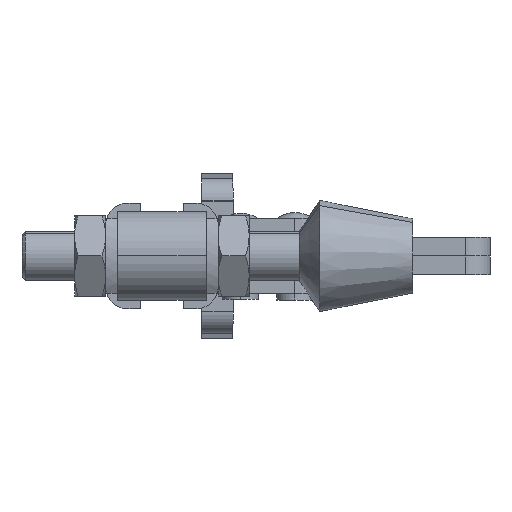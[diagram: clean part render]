
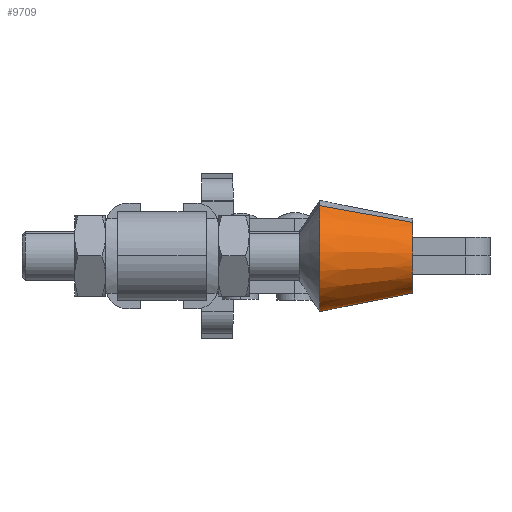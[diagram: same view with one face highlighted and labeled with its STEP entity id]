
A CAD part, left-side view. The second image highlights one B-rep face of the part: STEP entity #9709.
In plain terms, the highlighted conical face has half-angle 11.31 degrees and reference radius 6 mm.
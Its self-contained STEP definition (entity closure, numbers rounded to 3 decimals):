
#499 = DIRECTION ( 'NONE',  ( 0., -1., 0. ) ) ;
#614 = ORIENTED_EDGE ( 'NONE', *, *, #2262, .F. ) ;
#868 = VECTOR ( 'NONE', #3044, 1000. ) ;
#972 = FACE_OUTER_BOUND ( 'NONE', #4260, .T. ) ;
#1211 = VERTEX_POINT ( 'NONE', #6833 ) ;
#1387 = ORIENTED_EDGE ( 'NONE', *, *, #5865, .T. ) ;
#1563 = CARTESIAN_POINT ( 'NONE',  ( -108.444, 15., 8.125 ) ) ;
#2065 = CONICAL_SURFACE ( 'NONE', #8673, 6., 0.197 ) ;
#2262 = EDGE_CURVE ( 'NONE', #2984, #3411, #8251, .T. ) ;
#2367 = ORIENTED_EDGE ( 'NONE', *, *, #10373, .F. ) ;
#2373 = DIRECTION ( 'NONE',  ( -0.43, 0., 0.903 ) ) ;
#2520 = CARTESIAN_POINT ( 'NONE',  ( -101.992, 0., -5.417 ) ) ;
#2700 = DIRECTION ( 'NONE',  ( 0., -1., 0. ) ) ;
#2760 = DIRECTION ( 'NONE',  ( -0.43, 0., 0.903 ) ) ;
#2898 = DIRECTION ( 'NONE',  ( 0.084, 0.981, -0.177 ) ) ;
#2984 = VERTEX_POINT ( 'NONE', #6298 ) ;
#3035 = CARTESIAN_POINT ( 'NONE',  ( -107.154, 0., 5.417 ) ) ;
#3042 = VERTEX_POINT ( 'NONE', #1563 ) ;
#3044 = DIRECTION ( 'NONE',  ( -0.084, 0.981, 0.177 ) ) ;
#3146 = AXIS2_PLACEMENT_3D ( 'NONE', #9813, #499, #2373 ) ;
#3411 = VERTEX_POINT ( 'NONE', #2520 ) ;
#4260 = EDGE_LOOP ( 'NONE', ( #614, #4695, #1387, #2367 ) ) ;
#4695 = ORIENTED_EDGE ( 'NONE', *, *, #5345, .T. ) ;
#5345 = EDGE_CURVE ( 'NONE', #2984, #3042, #7321, .T. ) ;
#5713 = DIRECTION ( 'NONE',  ( 0.43, 0., -0.903 ) ) ;
#5776 = CARTESIAN_POINT ( 'NONE',  ( -104.573, 15., 0. ) ) ;
#5850 = CARTESIAN_POINT ( 'NONE',  ( -104.573, 0., 0. ) ) ;
#5865 = EDGE_CURVE ( 'NONE', #3042, #1211, #7723, .T. ) ;
#6053 = DIRECTION ( 'NONE',  ( 0., 1., 0. ) ) ;
#6298 = CARTESIAN_POINT ( 'NONE',  ( -107.154, 0., 5.417 ) ) ;
#6833 = CARTESIAN_POINT ( 'NONE',  ( -100.701, 15., -8.125 ) ) ;
#7261 = AXIS2_PLACEMENT_3D ( 'NONE', #5776, #2700, #2760 ) ;
#7321 = LINE ( 'NONE', #3035, #868 ) ;
#7723 = CIRCLE ( 'NONE', #7261, 9. ) ;
#7788 = CARTESIAN_POINT ( 'NONE',  ( -101.992, 0., -5.417 ) ) ;
#8251 = CIRCLE ( 'NONE', #3146, 6. ) ;
#8673 = AXIS2_PLACEMENT_3D ( 'NONE', #5850, #6053, #5713 ) ;
#9709 = ADVANCED_FACE ( 'NONE', ( #972 ), #2065, .T. ) ;
#9813 = CARTESIAN_POINT ( 'NONE',  ( -104.573, 0., 0. ) ) ;
#9875 = VECTOR ( 'NONE', #2898, 1000. ) ;
#10373 = EDGE_CURVE ( 'NONE', #3411, #1211, #10376, .T. ) ;
#10376 = LINE ( 'NONE', #7788, #9875 ) ;
